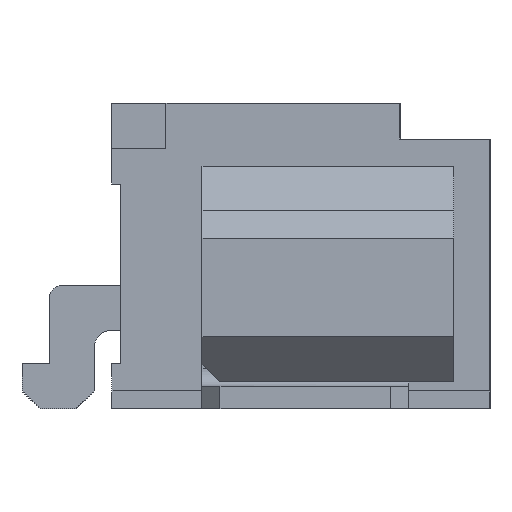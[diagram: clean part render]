
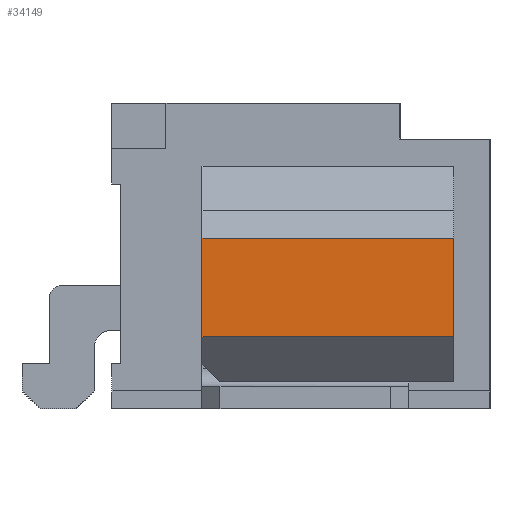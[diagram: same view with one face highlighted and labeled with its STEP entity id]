
A CAD part, left-side view. The second image highlights one B-rep face of the part: STEP entity #34149.
In plain terms, the highlighted planar face has unit normal (-1, 0, 0).
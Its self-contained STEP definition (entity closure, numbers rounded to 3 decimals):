
#3240 = PLANE('',#3241);
#3241 = AXIS2_PLACEMENT_3D('',#3242,#3243,#3244);
#3242 = CARTESIAN_POINT('',(11.5,1.1,0.));
#3243 = DIRECTION('',(0.,1.,0.));
#3244 = DIRECTION('',(-1.,0.,0.));
#3296 = PLANE('',#3297);
#3297 = AXIS2_PLACEMENT_3D('',#3298,#3299,#3300);
#3298 = CARTESIAN_POINT('',(11.5,-1.7,0.));
#3299 = DIRECTION('',(0.,1.,0.));
#3300 = DIRECTION('',(-1.,0.,0.));
#13444 = VERTEX_POINT('',#13445);
#13445 = CARTESIAN_POINT('',(-13.,1.1,1.9));
#13459 = PLANE('',#13460);
#13460 = AXIS2_PLACEMENT_3D('',#13461,#13462,#13463);
#13461 = CARTESIAN_POINT('',(-13.,-1.7,1.9));
#13462 = DIRECTION('',(-0.707,0.,0.707));
#13463 = DIRECTION('',(0.707,0.,0.707));
#13471 = EDGE_CURVE('',#13472,#13444,#13474,.T.);
#13472 = VERTEX_POINT('',#13473);
#13473 = CARTESIAN_POINT('',(-13.,1.1,0.8));
#13474 = SURFACE_CURVE('',#13475,(#13479,#13486),.PCURVE_S1.);
#13475 = LINE('',#13476,#13477);
#13476 = CARTESIAN_POINT('',(-13.,1.1,0.8));
#13477 = VECTOR('',#13478,1.);
#13478 = DIRECTION('',(0.,0.,1.));
#13479 = PCURVE('',#3240,#13480);
#13480 = DEFINITIONAL_REPRESENTATION('',(#13481),#13485);
#13481 = LINE('',#13482,#13483);
#13482 = CARTESIAN_POINT('',(24.5,0.8));
#13483 = VECTOR('',#13484,1.);
#13484 = DIRECTION('',(0.,1.));
#13485 = ( GEOMETRIC_REPRESENTATION_CONTEXT(2) 
PARAMETRIC_REPRESENTATION_CONTEXT() REPRESENTATION_CONTEXT('2D SPACE',''
  ) );
#13486 = PCURVE('',#13487,#13492);
#13487 = PLANE('',#13488);
#13488 = AXIS2_PLACEMENT_3D('',#13489,#13490,#13491);
#13489 = CARTESIAN_POINT('',(-13.,-1.7,0.8));
#13490 = DIRECTION('',(-1.,0.,0.));
#13491 = DIRECTION('',(0.,0.,1.));
#13492 = DEFINITIONAL_REPRESENTATION('',(#13493),#13497);
#13493 = LINE('',#13494,#13495);
#13494 = CARTESIAN_POINT('',(0.,2.8));
#13495 = VECTOR('',#13496,1.);
#13496 = DIRECTION('',(1.,0.));
#13497 = ( GEOMETRIC_REPRESENTATION_CONTEXT(2) 
PARAMETRIC_REPRESENTATION_CONTEXT() REPRESENTATION_CONTEXT('2D SPACE',''
  ) );
#13513 = PLANE('',#13514);
#13514 = AXIS2_PLACEMENT_3D('',#13515,#13516,#13517);
#13515 = CARTESIAN_POINT('',(-12.5,-1.7,0.3));
#13516 = DIRECTION('',(-0.707,0.,-0.707));
#13517 = DIRECTION('',(-0.707,0.,0.707));
#13720 = VERTEX_POINT('',#13721);
#13721 = CARTESIAN_POINT('',(-13.,-1.7,0.8));
#13742 = EDGE_CURVE('',#13720,#13743,#13745,.T.);
#13743 = VERTEX_POINT('',#13744);
#13744 = CARTESIAN_POINT('',(-13.,-1.7,1.9));
#13745 = SURFACE_CURVE('',#13746,(#13750,#13757),.PCURVE_S1.);
#13746 = LINE('',#13747,#13748);
#13747 = CARTESIAN_POINT('',(-13.,-1.7,0.8));
#13748 = VECTOR('',#13749,1.);
#13749 = DIRECTION('',(0.,0.,1.));
#13750 = PCURVE('',#3296,#13751);
#13751 = DEFINITIONAL_REPRESENTATION('',(#13752),#13756);
#13752 = LINE('',#13753,#13754);
#13753 = CARTESIAN_POINT('',(24.5,0.8));
#13754 = VECTOR('',#13755,1.);
#13755 = DIRECTION('',(0.,1.));
#13756 = ( GEOMETRIC_REPRESENTATION_CONTEXT(2) 
PARAMETRIC_REPRESENTATION_CONTEXT() REPRESENTATION_CONTEXT('2D SPACE',''
  ) );
#13757 = PCURVE('',#13487,#13758);
#13758 = DEFINITIONAL_REPRESENTATION('',(#13759),#13763);
#13759 = LINE('',#13760,#13761);
#13760 = CARTESIAN_POINT('',(0.,0.));
#13761 = VECTOR('',#13762,1.);
#13762 = DIRECTION('',(1.,0.));
#13763 = ( GEOMETRIC_REPRESENTATION_CONTEXT(2) 
PARAMETRIC_REPRESENTATION_CONTEXT() REPRESENTATION_CONTEXT('2D SPACE',''
  ) );
#34127 = EDGE_CURVE('',#13743,#13444,#34128,.T.);
#34128 = SURFACE_CURVE('',#34129,(#34133,#34140),.PCURVE_S1.);
#34129 = LINE('',#34130,#34131);
#34130 = CARTESIAN_POINT('',(-13.,-1.7,1.9));
#34131 = VECTOR('',#34132,1.);
#34132 = DIRECTION('',(0.,1.,0.));
#34133 = PCURVE('',#13459,#34134);
#34134 = DEFINITIONAL_REPRESENTATION('',(#34135),#34139);
#34135 = LINE('',#34136,#34137);
#34136 = CARTESIAN_POINT('',(0.,0.));
#34137 = VECTOR('',#34138,1.);
#34138 = DIRECTION('',(0.,1.));
#34139 = ( GEOMETRIC_REPRESENTATION_CONTEXT(2) 
PARAMETRIC_REPRESENTATION_CONTEXT() REPRESENTATION_CONTEXT('2D SPACE',''
  ) );
#34140 = PCURVE('',#13487,#34141);
#34141 = DEFINITIONAL_REPRESENTATION('',(#34142),#34146);
#34142 = LINE('',#34143,#34144);
#34143 = CARTESIAN_POINT('',(1.1,0.));
#34144 = VECTOR('',#34145,1.);
#34145 = DIRECTION('',(0.,1.));
#34146 = ( GEOMETRIC_REPRESENTATION_CONTEXT(2) 
PARAMETRIC_REPRESENTATION_CONTEXT() REPRESENTATION_CONTEXT('2D SPACE',''
  ) );
#34149 = ADVANCED_FACE('',(#34150),#13487,.T.);
#34150 = FACE_BOUND('',#34151,.F.);
#34151 = EDGE_LOOP('',(#34152,#34153,#34174,#34175));
#34152 = ORIENTED_EDGE('',*,*,#13742,.F.);
#34153 = ORIENTED_EDGE('',*,*,#34154,.T.);
#34154 = EDGE_CURVE('',#13720,#13472,#34155,.T.);
#34155 = SURFACE_CURVE('',#34156,(#34160,#34167),.PCURVE_S1.);
#34156 = LINE('',#34157,#34158);
#34157 = CARTESIAN_POINT('',(-13.,-1.7,0.8));
#34158 = VECTOR('',#34159,1.);
#34159 = DIRECTION('',(0.,1.,0.));
#34160 = PCURVE('',#13487,#34161);
#34161 = DEFINITIONAL_REPRESENTATION('',(#34162),#34166);
#34162 = LINE('',#34163,#34164);
#34163 = CARTESIAN_POINT('',(0.,0.));
#34164 = VECTOR('',#34165,1.);
#34165 = DIRECTION('',(0.,1.));
#34166 = ( GEOMETRIC_REPRESENTATION_CONTEXT(2) 
PARAMETRIC_REPRESENTATION_CONTEXT() REPRESENTATION_CONTEXT('2D SPACE',''
  ) );
#34167 = PCURVE('',#13513,#34168);
#34168 = DEFINITIONAL_REPRESENTATION('',(#34169),#34173);
#34169 = LINE('',#34170,#34171);
#34170 = CARTESIAN_POINT('',(0.707,0.));
#34171 = VECTOR('',#34172,1.);
#34172 = DIRECTION('',(0.,1.));
#34173 = ( GEOMETRIC_REPRESENTATION_CONTEXT(2) 
PARAMETRIC_REPRESENTATION_CONTEXT() REPRESENTATION_CONTEXT('2D SPACE',''
  ) );
#34174 = ORIENTED_EDGE('',*,*,#13471,.T.);
#34175 = ORIENTED_EDGE('',*,*,#34127,.F.);
